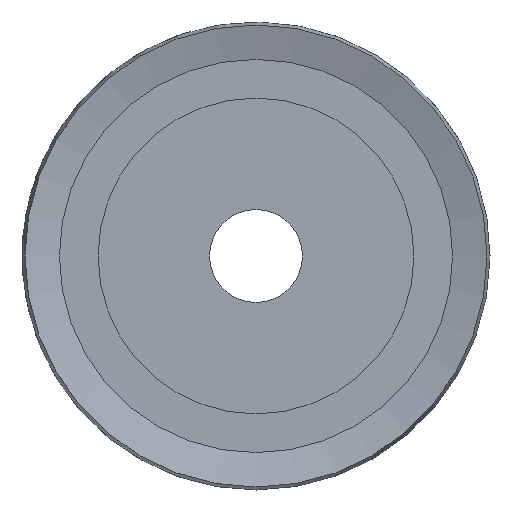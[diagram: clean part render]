
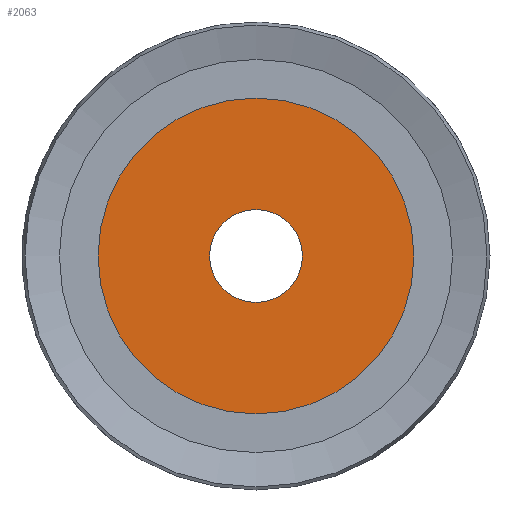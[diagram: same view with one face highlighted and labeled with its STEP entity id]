
A CAD part, left-side view. The second image highlights one B-rep face of the part: STEP entity #2063.
In plain terms, the highlighted planar face has unit normal (-1, 0, 0).
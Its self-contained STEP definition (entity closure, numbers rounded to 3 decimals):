
#30=PLANE('',#2267);
#122=CIRCLE('',#2268,13.5);
#123=CIRCLE('',#2269,3.969);
#398=ORIENTED_EDGE('',*,*,#1038,.F.);
#399=ORIENTED_EDGE('',*,*,#1039,.T.);
#1038=EDGE_CURVE('',#1358,#1358,#122,.T.);
#1039=EDGE_CURVE('',#1359,#1359,#123,.T.);
#1358=VERTEX_POINT('',#3626);
#1359=VERTEX_POINT('',#3628);
#1656=EDGE_LOOP('',(#398));
#1657=EDGE_LOOP('',(#399));
#1814=FACE_BOUND('',#1656,.T.);
#1815=FACE_BOUND('',#1657,.T.);
#2063=ADVANCED_FACE('',(#1814,#1815),#30,.F.);
#2267=AXIS2_PLACEMENT_3D('',#3624,#2757,#2758);
#2268=AXIS2_PLACEMENT_3D('',#3625,#2759,#2760);
#2269=AXIS2_PLACEMENT_3D('',#3627,#2761,#2762);
#2757=DIRECTION('',(1.,0.,0.));
#2758=DIRECTION('',(0.,0.,-1.));
#2759=DIRECTION('',(1.,0.,0.));
#2760=DIRECTION('',(0.,0.,-1.));
#2761=DIRECTION('',(1.,0.,0.));
#2762=DIRECTION('',(0.,0.,-1.));
#3624=CARTESIAN_POINT('',(0.,0.,0.));
#3625=CARTESIAN_POINT('',(0.,0.,0.));
#3626=CARTESIAN_POINT('',(0.,0.,-13.5));
#3627=CARTESIAN_POINT('',(0.,0.,0.));
#3628=CARTESIAN_POINT('',(0.,0.,-3.969));
